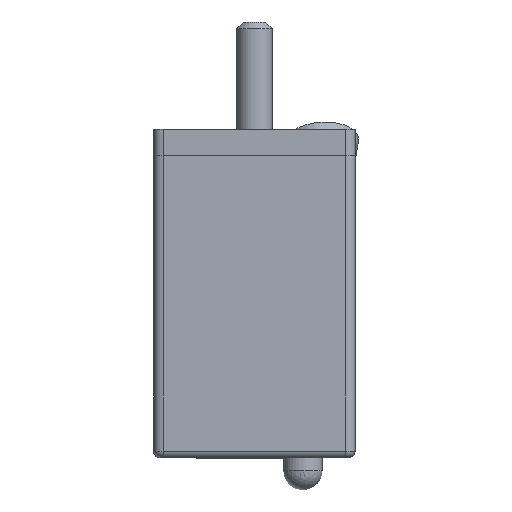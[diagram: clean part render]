
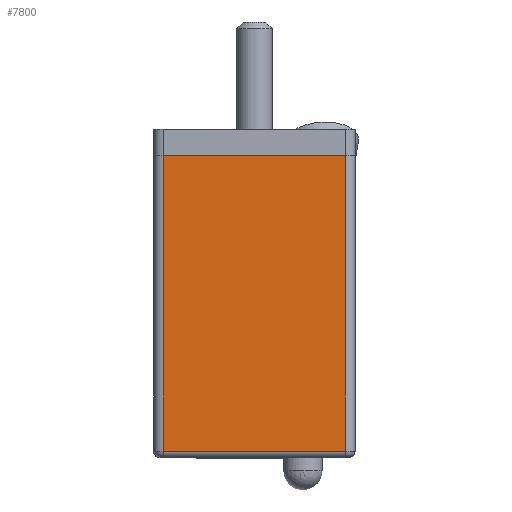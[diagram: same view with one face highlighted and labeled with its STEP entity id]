
A CAD part, left-side view. The second image highlights one B-rep face of the part: STEP entity #7800.
In plain terms, the highlighted planar face has unit normal (-1, 0, 0).
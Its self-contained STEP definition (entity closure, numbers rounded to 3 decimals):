
#303 = AXIS2_PLACEMENT_3D ( 'NONE', #3475, #3474, #3473 ) ;
#673 = CARTESIAN_POINT ( 'NONE',  ( -7.8, 7., -11.125 ) ) ;
#674 = CARTESIAN_POINT ( 'NONE',  ( -7.8, 7., 11.625 ) ) ;
#724 = CARTESIAN_POINT ( 'NONE',  ( -7.8, -7., 11.625 ) ) ;
#725 = CARTESIAN_POINT ( 'NONE',  ( -7.8, -7., -11.125 ) ) ;
#1664 = DIRECTION ( 'NONE',  ( 0., -1., 0. ) ) ;
#1665 = CARTESIAN_POINT ( 'NONE',  ( -7.8, -7., -11.125 ) ) ;
#1672 = DIRECTION ( 'NONE',  ( 0., 0., -1. ) ) ;
#1673 = CARTESIAN_POINT ( 'NONE',  ( -7.8, 7., 11.625 ) ) ;
#1850 = DIRECTION ( 'NONE',  ( 0., 0., -1. ) ) ;
#1852 = CARTESIAN_POINT ( 'NONE',  ( -7.8, -7., 11.625 ) ) ;
#1904 = DIRECTION ( 'NONE',  ( 0., -1., 0. ) ) ;
#1905 = CARTESIAN_POINT ( 'NONE',  ( -7.8, -7., 11.625 ) ) ;
#2914 = FACE_OUTER_BOUND ( 'NONE', #8155, .T. ) ;
#3161 = LINE ( 'NONE', #1665, #9307 ) ;
#3163 = LINE ( 'NONE', #1673, #9313 ) ;
#3207 = LINE ( 'NONE', #1852, #9399 ) ;
#3215 = LINE ( 'NONE', #1905, #9427 ) ;
#3473 = DIRECTION ( 'NONE',  ( 0., 1., 0. ) ) ;
#3474 = DIRECTION ( 'NONE',  ( 1., 0., 0. ) ) ;
#3475 = CARTESIAN_POINT ( 'NONE',  ( -7.8, -7., 11.625 ) ) ;
#3476 = PLANE ( 'NONE',  #303 ) ;
#5923 = VERTEX_POINT ( 'NONE', #724 ) ;
#5924 = VERTEX_POINT ( 'NONE', #725 ) ;
#5974 = VERTEX_POINT ( 'NONE', #673 ) ;
#5975 = VERTEX_POINT ( 'NONE', #674 ) ;
#6064 = ORIENTED_EDGE ( 'NONE', *, *, #7498, .F. ) ;
#6461 = ORIENTED_EDGE ( 'NONE', *, *, #7514, .F. ) ;
#6471 = ORIENTED_EDGE ( 'NONE', *, *, #7570, .T. ) ;
#6476 = ORIENTED_EDGE ( 'NONE', *, *, #7567, .T. ) ;
#7498 = EDGE_CURVE ( 'NONE', #5975, #5923, #3215, .T. ) ;
#7514 = EDGE_CURVE ( 'NONE', #5923, #5924, #3207, .T. ) ;
#7567 = EDGE_CURVE ( 'NONE', #5975, #5974, #3163, .T. ) ;
#7570 = EDGE_CURVE ( 'NONE', #5974, #5924, #3161, .T. ) ;
#7800 = ADVANCED_FACE ( 'NONE', ( #2914 ), #3476, .F. ) ;
#8155 = EDGE_LOOP ( 'NONE', ( #6476, #6471, #6461, #6064 ) ) ;
#9307 = VECTOR ( 'NONE', #1664, 1000. ) ;
#9313 = VECTOR ( 'NONE', #1672, 1000. ) ;
#9399 = VECTOR ( 'NONE', #1850, 1000. ) ;
#9427 = VECTOR ( 'NONE', #1904, 1000. ) ;
